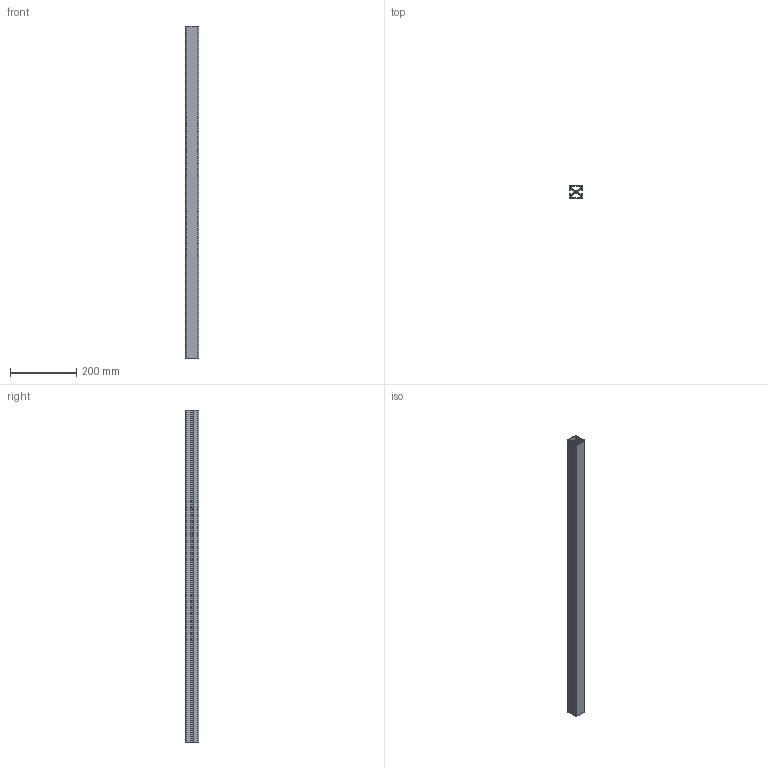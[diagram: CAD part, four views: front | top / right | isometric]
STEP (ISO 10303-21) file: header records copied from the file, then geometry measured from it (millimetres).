
FILE_DESCRIPTION(/* description */ ('KriTec Profil 8 40x40 2N 180 Eco'),/* implementation_level */ '2;1');
FILE_NAME(/* name */ '10090_KriTec_Profil_8_40x40_2N_Eco.stp',/* time_stamp */ '2021-03-30T09:29:08+02:00',/* author */ ('Nell'),/* organization */ (''),/* preprocessor_version */ 'ST-DEVELOPER v17',/* originating_system */ 'Autodesk Inventor 2018',/* authorisation */ '');
FILE_SCHEMA (('AUTOMOTIVE_DESIGN { 1 0 10303 214 3 1 1 }'));
Length unit declared in the file: millimetre
Products named in the file (1): 10090
Bounding box: 40 x 40 x 1000 mm (x, y, z)
Volume: 499316.5 mm3; surface area: 451550.3 mm2
Topology: 1 solids, 1 shells, 127 faces, 375 edges, 250 vertices
Faces by surface type: cylinder 77, plane 50
Full cylindrical faces by diameter (mm): 6.8 x1
Entity records: 4354 total; most frequent: DIRECTION 785, CARTESIAN_POINT 753, ORIENTED_EDGE 750, EDGE_CURVE 375, AXIS2_PLACEMENT_3D 282, VERTEX_POINT 250, LINE 221, VECTOR 221
